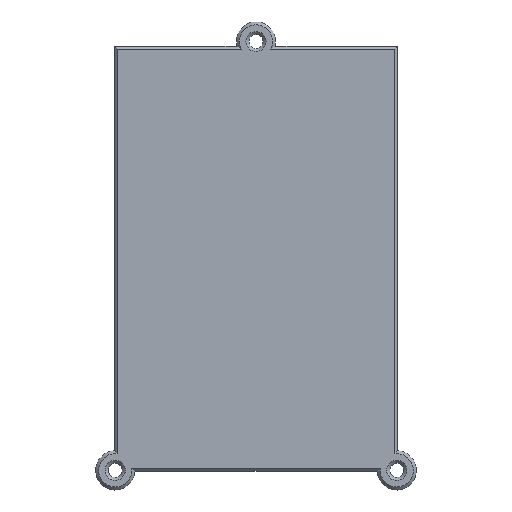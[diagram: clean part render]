
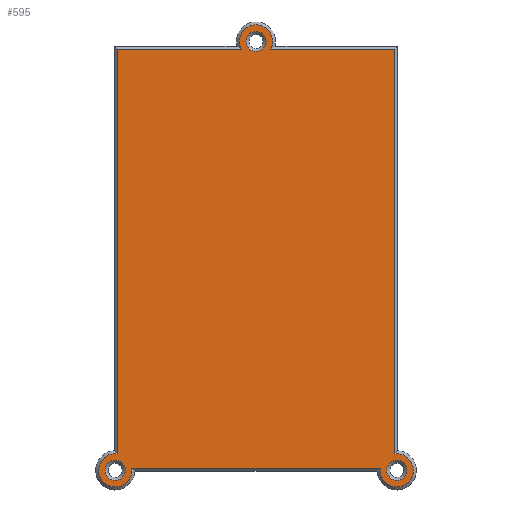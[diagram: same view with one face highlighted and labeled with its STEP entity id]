
A CAD part, top view. The second image highlights one B-rep face of the part: STEP entity #595.
In plain terms, the highlighted planar face has unit normal (0, 0, 1).
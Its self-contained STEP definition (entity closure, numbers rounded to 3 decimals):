
#15=FACE_BOUND('',#98,.T.);
#16=FACE_BOUND('',#99,.T.);
#17=FACE_BOUND('',#100,.T.);
#27=CIRCLE('',#633,2.265);
#29=CIRCLE('',#637,2.265);
#32=CIRCLE('',#643,2.265);
#34=CIRCLE('',#651,1.365);
#35=CIRCLE('',#652,1.365);
#36=CIRCLE('',#653,1.365);
#63=FACE_OUTER_BOUND('',#97,.T.);
#97=EDGE_LOOP('',(#445,#446,#447,#448,#449,#450,#451,#452));
#98=EDGE_LOOP('',(#453));
#99=EDGE_LOOP('',(#454));
#100=EDGE_LOOP('',(#455));
#131=LINE('',#854,#192);
#134=LINE('',#874,#195);
#136=LINE('',#892,#197);
#140=LINE('',#900,#201);
#142=LINE('',#916,#203);
#192=VECTOR('',#687,10.);
#195=VECTOR('',#698,10.);
#197=VECTOR('',#708,10.);
#201=VECTOR('',#714,10.);
#203=VECTOR('',#724,10.);
#253=VERTEX_POINT('',#852);
#254=VERTEX_POINT('',#853);
#257=VERTEX_POINT('',#864);
#259=VERTEX_POINT('',#873);
#261=VERTEX_POINT('',#882);
#263=VERTEX_POINT('',#891);
#266=VERTEX_POINT('',#899);
#268=VERTEX_POINT('',#908);
#280=VERTEX_POINT('',#948);
#281=VERTEX_POINT('',#950);
#282=VERTEX_POINT('',#952);
#306=EDGE_CURVE('',#253,#254,#131,.T.);
#310=EDGE_CURVE('',#254,#257,#27,.T.);
#313=EDGE_CURVE('',#257,#259,#134,.T.);
#316=EDGE_CURVE('',#259,#261,#29,.T.);
#319=EDGE_CURVE('',#261,#263,#136,.T.);
#323=EDGE_CURVE('',#263,#266,#140,.T.);
#326=EDGE_CURVE('',#266,#268,#32,.T.);
#329=EDGE_CURVE('',#268,#253,#142,.T.);
#345=EDGE_CURVE('',#280,#280,#34,.T.);
#346=EDGE_CURVE('',#281,#281,#35,.T.);
#347=EDGE_CURVE('',#282,#282,#36,.T.);
#445=ORIENTED_EDGE('',*,*,#326,.F.);
#446=ORIENTED_EDGE('',*,*,#323,.F.);
#447=ORIENTED_EDGE('',*,*,#319,.F.);
#448=ORIENTED_EDGE('',*,*,#316,.F.);
#449=ORIENTED_EDGE('',*,*,#313,.F.);
#450=ORIENTED_EDGE('',*,*,#310,.F.);
#451=ORIENTED_EDGE('',*,*,#306,.F.);
#452=ORIENTED_EDGE('',*,*,#329,.F.);
#453=ORIENTED_EDGE('',*,*,#345,.F.);
#454=ORIENTED_EDGE('',*,*,#346,.F.);
#455=ORIENTED_EDGE('',*,*,#347,.F.);
#569=PLANE('',#650);
#595=ADVANCED_FACE('',(#63,#15,#16,#17),#569,.T.);
#633=AXIS2_PLACEMENT_3D('',#865,#692,#693);
#637=AXIS2_PLACEMENT_3D('',#883,#702,#703);
#643=AXIS2_PLACEMENT_3D('',#909,#719,#720);
#650=AXIS2_PLACEMENT_3D('',#947,#749,#750);
#651=AXIS2_PLACEMENT_3D('',#949,#751,#752);
#652=AXIS2_PLACEMENT_3D('',#951,#753,#754);
#653=AXIS2_PLACEMENT_3D('',#953,#755,#756);
#687=DIRECTION('',(0.,-1.,0.));
#692=DIRECTION('center_axis',(0.,0.,-1.));
#693=DIRECTION('ref_axis',(1.,0.,0.));
#698=DIRECTION('',(-1.,0.,0.));
#702=DIRECTION('center_axis',(0.,0.,-1.));
#703=DIRECTION('ref_axis',(-1.,0.,0.));
#708=DIRECTION('',(0.,1.,0.));
#714=DIRECTION('',(1.,0.,0.));
#719=DIRECTION('center_axis',(0.,0.,-1.));
#720=DIRECTION('ref_axis',(-1.,0.,0.));
#724=DIRECTION('',(1.,0.,0.));
#749=DIRECTION('center_axis',(0.,0.,1.));
#750=DIRECTION('ref_axis',(-1.,0.,0.));
#751=DIRECTION('center_axis',(0.,0.,1.));
#752=DIRECTION('ref_axis',(-1.,0.,0.));
#753=DIRECTION('center_axis',(0.,0.,1.));
#754=DIRECTION('ref_axis',(-1.,0.,0.));
#755=DIRECTION('center_axis',(0.,0.,1.));
#756=DIRECTION('ref_axis',(-1.,0.,0.));
#852=CARTESIAN_POINT('',(14.388,28.314,-1.8));
#853=CARTESIAN_POINT('',(14.388,-26.824,-1.8));
#854=CARTESIAN_POINT('',(14.388,-13.127,-1.8));
#864=CARTESIAN_POINT('',(12.426,-28.786,-1.8));
#865=CARTESIAN_POINT('Origin',(14.673,-29.071,-1.8));
#873=CARTESIAN_POINT('',(-21.449,-28.786,-1.8));
#874=CARTESIAN_POINT('',(-12.773,-28.786,-1.8));
#882=CARTESIAN_POINT('',(-23.412,-26.824,-1.8));
#883=CARTESIAN_POINT('Origin',(-23.696,-29.071,-1.8));
#891=CARTESIAN_POINT('',(-23.412,28.314,-1.8));
#892=CARTESIAN_POINT('',(-23.412,14.434,-1.8));
#899=CARTESIAN_POINT('',(-6.511,28.314,-1.8));
#900=CARTESIAN_POINT('',(-5.802,28.314,-1.8));
#908=CARTESIAN_POINT('',(-2.513,28.314,-1.8));
#909=CARTESIAN_POINT('Origin',(-4.512,29.379,-1.8));
#916=CARTESIAN_POINT('',(5.138,28.314,-1.8));
#947=CARTESIAN_POINT('Origin',(-4.512,0.154,-1.8));
#948=CARTESIAN_POINT('',(-3.147,29.379,-1.8));
#949=CARTESIAN_POINT('Origin',(-4.512,29.379,-1.8));
#950=CARTESIAN_POINT('',(-22.331,-29.071,-1.8));
#951=CARTESIAN_POINT('Origin',(-23.696,-29.071,-1.8));
#952=CARTESIAN_POINT('',(16.038,-29.071,-1.8));
#953=CARTESIAN_POINT('Origin',(14.673,-29.071,-1.8));
